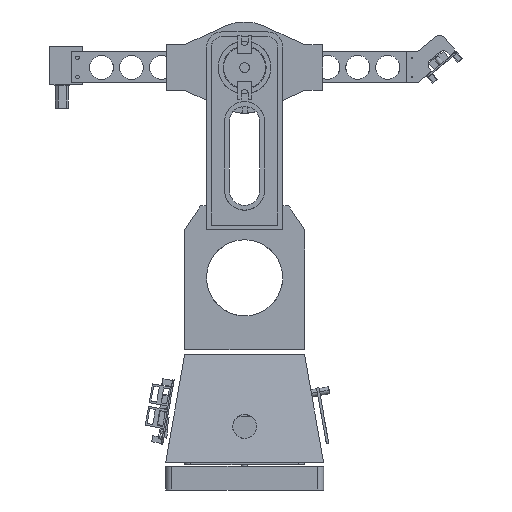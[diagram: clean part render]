
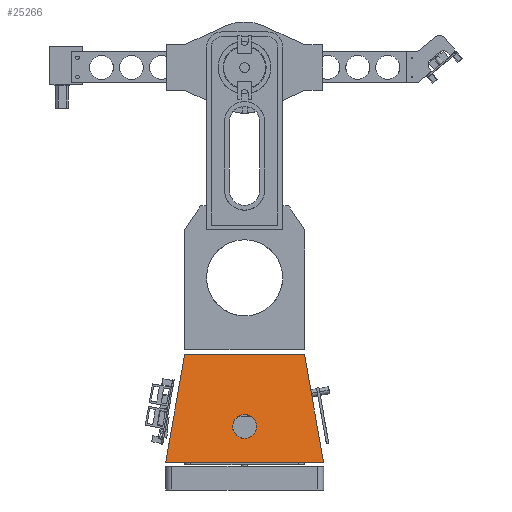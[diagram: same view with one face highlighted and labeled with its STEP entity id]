
A CAD part, left-side view. The second image highlights one B-rep face of the part: STEP entity #25266.
In plain terms, the highlighted face is planar.
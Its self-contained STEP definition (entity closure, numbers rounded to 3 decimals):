
#25228=AXIS2_PLACEMENT_3D('Plane Axis2P3D',#25225,#25226,#25227) ;
#25097=CARTESIAN_POINT('Vertex',(-8.776,80.584,-3.206)) ;
#25103=CARTESIAN_POINT('Control Point',(-8.776,80.584,-3.206)) ;
#25104=CARTESIAN_POINT('Control Point',(-8.284,80.425,-2.305)) ;
#25105=CARTESIAN_POINT('Control Point',(-7.675,80.277,-1.465)) ;
#25106=CARTESIAN_POINT('Control Point',(-6.959,80.144,-0.707)) ;
#25107=CARTESIAN_POINT('Control Point',(-4.563,79.799,1.248)) ;
#25108=CARTESIAN_POINT('Control Point',(-1.531,79.63,2.208)) ;
#25109=CARTESIAN_POINT('Control Point',(0.613,79.613,2.305)) ;
#25110=CARTESIAN_POINT('Control Point',(4.662,79.77,1.41)) ;
#25111=CARTESIAN_POINT('Control Point',(7.787,80.242,-1.266)) ;
#25112=CARTESIAN_POINT('Control Point',(8.955,80.536,-2.929)) ;
#25113=CARTESIAN_POINT('Control Point',(10.133,81.078,-6.005)) ;
#25114=CARTESIAN_POINT('Control Point',(10.043,81.648,-9.238)) ;
#25115=CARTESIAN_POINT('Control Point',(9.808,81.869,-10.492)) ;
#25116=CARTESIAN_POINT('Control Point',(9.379,82.08,-11.69)) ;
#25117=CARTESIAN_POINT('Control Point',(8.776,82.275,-12.794)) ;
#25118=CARTESIAN_POINT('Vertex',(8.776,82.275,-12.794)) ;
#25202=CARTESIAN_POINT('Control Point',(8.776,82.275,-12.794)) ;
#25203=CARTESIAN_POINT('Control Point',(8.284,82.434,-13.695)) ;
#25204=CARTESIAN_POINT('Control Point',(7.675,82.582,-14.535)) ;
#25205=CARTESIAN_POINT('Control Point',(6.959,82.716,-15.293)) ;
#25206=CARTESIAN_POINT('Control Point',(4.563,83.06,-17.248)) ;
#25207=CARTESIAN_POINT('Control Point',(1.531,83.23,-18.208)) ;
#25208=CARTESIAN_POINT('Control Point',(-0.613,83.247,-18.305)) ;
#25209=CARTESIAN_POINT('Control Point',(-4.662,83.089,-17.41)) ;
#25210=CARTESIAN_POINT('Control Point',(-7.787,82.617,-14.734)) ;
#25211=CARTESIAN_POINT('Control Point',(-8.955,82.324,-13.071)) ;
#25212=CARTESIAN_POINT('Control Point',(-10.133,81.781,-9.995)) ;
#25213=CARTESIAN_POINT('Control Point',(-10.043,81.211,-6.762)) ;
#25214=CARTESIAN_POINT('Control Point',(-9.808,80.99,-5.508)) ;
#25215=CARTESIAN_POINT('Control Point',(-9.379,80.779,-4.31)) ;
#25216=CARTESIAN_POINT('Control Point',(-8.776,80.584,-3.206)) ;
#25225=CARTESIAN_POINT('Axis2P3D Location',(0.,70.85,52.)) ;
#25231=CARTESIAN_POINT('Control Point',(65.869,86.719,-38.)) ;
#25232=CARTESIAN_POINT('Control Point',(50.,70.85,52.)) ;
#25233=CARTESIAN_POINT('Vertex',(65.869,86.719,-38.)) ;
#25235=CARTESIAN_POINT('Vertex',(50.,70.85,52.)) ;
#25238=CARTESIAN_POINT('Line Origine',(0.,86.719,-38.)) ;
#25242=CARTESIAN_POINT('Vertex',(-65.869,86.719,-38.)) ;
#25246=CARTESIAN_POINT('Control Point',(-65.869,86.719,-38.)) ;
#25247=CARTESIAN_POINT('Control Point',(-50.,70.85,52.)) ;
#25248=CARTESIAN_POINT('Vertex',(-50.,70.85,52.)) ;
#25251=CARTESIAN_POINT('Line Origine',(0.,70.85,52.)) ;
#25226=DIRECTION('Axis2P3D Direction',(0.,-0.985,-0.174)) ;
#25227=DIRECTION('Axis2P3D XDirection',(-1.,0.,0.)) ;
#25239=DIRECTION('Vector Direction',(-1.,0.,0.)) ;
#25252=DIRECTION('Vector Direction',(-1.,0.,0.)) ;
#25240=VECTOR('Line Direction',#25239,1.) ;
#25253=VECTOR('Line Direction',#25252,1.) ;
#25257=ORIENTED_EDGE('',*,*,#25237,.F.) ;
#25258=ORIENTED_EDGE('',*,*,#25244,.F.) ;
#25259=ORIENTED_EDGE('',*,*,#25250,.F.) ;
#25260=ORIENTED_EDGE('',*,*,#25255,.F.) ;
#25263=ORIENTED_EDGE('',*,*,#25217,.F.) ;
#25264=ORIENTED_EDGE('',*,*,#25120,.F.) ;
#25265=FACE_BOUND('',#25262,.T.) ;
#25266=ADVANCED_FACE('PartBody',(#25261,#25265),#25229,.F.) ;
#25102=B_SPLINE_CURVE_WITH_KNOTS('',5,(#25103,#25104,#25105,#25106,#25107,#25108,#25109,#25110,#25111,#25112,#25113,#25114,#25115,#25116,#25117),.UNSPECIFIED.,.F.,.U.,(6,3,3,3,6),(0.,7.348,21.818,35.764,44.771),.UNSPECIFIED.) ;
#25201=B_SPLINE_CURVE_WITH_KNOTS('',5,(#25202,#25203,#25204,#25205,#25206,#25207,#25208,#25209,#25210,#25211,#25212,#25213,#25214,#25215,#25216),.UNSPECIFIED.,.F.,.U.,(6,3,3,3,6),(0.,7.348,21.818,35.764,44.771),.UNSPECIFIED.) ;
#25230=B_SPLINE_CURVE_WITH_KNOTS('',1,(#25231,#25232),.UNSPECIFIED.,.F.,.U.,(2,2),(-37.04,55.716),.UNSPECIFIED.) ;
#25245=B_SPLINE_CURVE_WITH_KNOTS('',1,(#25246,#25247),.UNSPECIFIED.,.F.,.U.,(2,2),(-46.378,46.378),.UNSPECIFIED.) ;
#25120=EDGE_CURVE('',#25098,#25119,#25102,.T.) ;
#25217=EDGE_CURVE('',#25119,#25098,#25201,.T.) ;
#25237=EDGE_CURVE('',#25234,#25236,#25230,.T.) ;
#25244=EDGE_CURVE('',#25243,#25234,#25241,.F.) ;
#25250=EDGE_CURVE('',#25249,#25243,#25245,.F.) ;
#25255=EDGE_CURVE('',#25236,#25249,#25254,.T.) ;
#25256=EDGE_LOOP('',(#25257,#25258,#25259,#25260)) ;
#25262=EDGE_LOOP('',(#25263,#25264)) ;
#25261=FACE_OUTER_BOUND('',#25256,.T.) ;
#25241=LINE('Line',#25238,#25240) ;
#25254=LINE('Line',#25251,#25253) ;
#25229=PLANE('',#25228) ;
#25098=VERTEX_POINT('',#25097) ;
#25119=VERTEX_POINT('',#25118) ;
#25234=VERTEX_POINT('',#25233) ;
#25236=VERTEX_POINT('',#25235) ;
#25243=VERTEX_POINT('',#25242) ;
#25249=VERTEX_POINT('',#25248) ;
